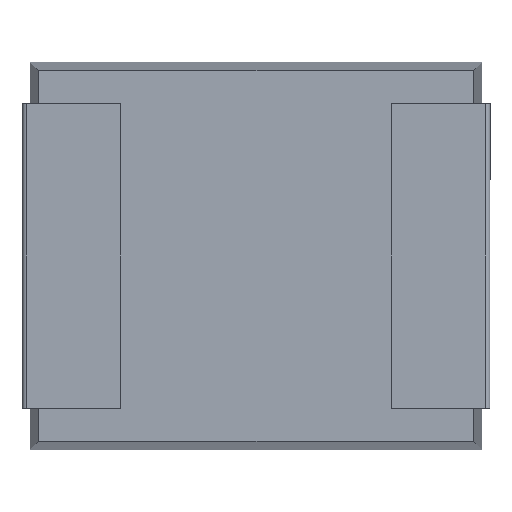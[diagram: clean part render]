
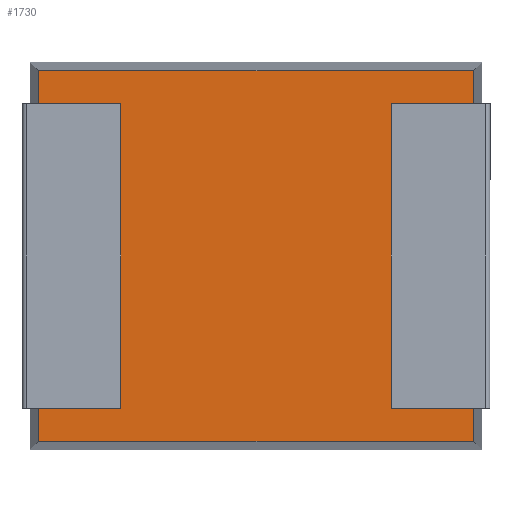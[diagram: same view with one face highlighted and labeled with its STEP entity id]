
A CAD part, front view. The second image highlights one B-rep face of the part: STEP entity #1730.
In plain terms, the highlighted planar face has unit normal (0, -1, 0).
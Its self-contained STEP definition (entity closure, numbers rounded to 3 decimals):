
#22 = VERTEX_POINT ( 'NONE', #973 ) ;
#139 = VERTEX_POINT ( 'NONE', #3367 ) ;
#140 = VERTEX_POINT ( 'NONE', #2195 ) ;
#167 = DIRECTION ( 'NONE',  ( 1., 0., 0. ) ) ;
#303 = AXIS2_PLACEMENT_3D ( 'NONE', #2142, #3331, #670 ) ;
#372 = PLANE ( 'NONE',  #303 ) ;
#464 = VECTOR ( 'NONE', #1852, 1000. ) ;
#503 = ORIENTED_EDGE ( 'NONE', *, *, #1860, .F. ) ;
#670 = DIRECTION ( 'NONE',  ( 0., 0., -1. ) ) ;
#773 = VECTOR ( 'NONE', #1216, 1000. ) ;
#867 = LINE ( 'NONE', #2386, #773 ) ;
#973 = CARTESIAN_POINT ( 'NONE',  ( 7.2, 0., -0.14 ) ) ;
#1025 = ORIENTED_EDGE ( 'NONE', *, *, #1900, .F. ) ;
#1216 = DIRECTION ( 'NONE',  ( -1., 0., 0. ) ) ;
#1238 = LINE ( 'NONE', #1506, #464 ) ;
#1320 = EDGE_CURVE ( 'NONE', #22, #140, #1238, .T. ) ;
#1506 = CARTESIAN_POINT ( 'NONE',  ( 7.2, 0., 0. ) ) ;
#1546 = FACE_OUTER_BOUND ( 'NONE', #1694, .T. ) ;
#1694 = EDGE_LOOP ( 'NONE', ( #1717, #503, #2942, #1025 ) ) ;
#1717 = ORIENTED_EDGE ( 'NONE', *, *, #3593, .F. ) ;
#1730 = ADVANCED_FACE ( 'NONE', ( #1546 ), #372, .T. ) ;
#1824 = VECTOR ( 'NONE', #167, 1000. ) ;
#1852 = DIRECTION ( 'NONE',  ( 0., 0., -1. ) ) ;
#1853 = LINE ( 'NONE', #2879, #2536 ) ;
#1860 = EDGE_CURVE ( 'NONE', #140, #139, #867, .T. ) ;
#1900 = EDGE_CURVE ( 'NONE', #2978, #22, #2013, .T. ) ;
#2013 = LINE ( 'NONE', #3355, #1824 ) ;
#2142 = CARTESIAN_POINT ( 'NONE',  ( 0., 0., 0. ) ) ;
#2195 = CARTESIAN_POINT ( 'NONE',  ( 7.2, 0., -6.16 ) ) ;
#2386 = CARTESIAN_POINT ( 'NONE',  ( 0., 0., -6.16 ) ) ;
#2536 = VECTOR ( 'NONE', #3463, 1000. ) ;
#2879 = CARTESIAN_POINT ( 'NONE',  ( 0.14, 0., 0. ) ) ;
#2942 = ORIENTED_EDGE ( 'NONE', *, *, #1320, .F. ) ;
#2970 = CARTESIAN_POINT ( 'NONE',  ( 0.14, 0., -0.14 ) ) ;
#2978 = VERTEX_POINT ( 'NONE', #2970 ) ;
#3331 = DIRECTION ( 'NONE',  ( 0., -1., 0. ) ) ;
#3355 = CARTESIAN_POINT ( 'NONE',  ( 0., 0., -0.14 ) ) ;
#3367 = CARTESIAN_POINT ( 'NONE',  ( 0.14, 0., -6.16 ) ) ;
#3463 = DIRECTION ( 'NONE',  ( 0., 0., 1. ) ) ;
#3593 = EDGE_CURVE ( 'NONE', #139, #2978, #1853, .T. ) ;
